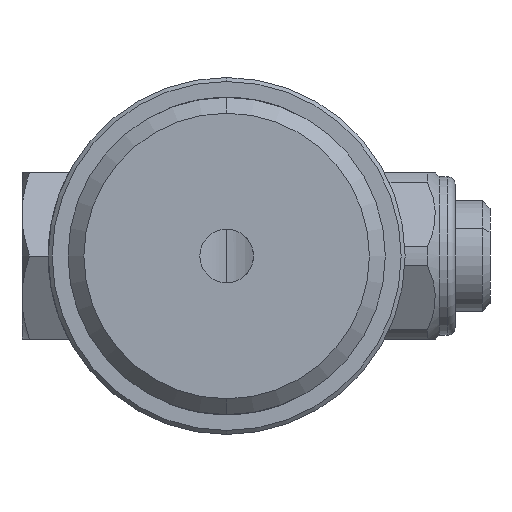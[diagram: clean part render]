
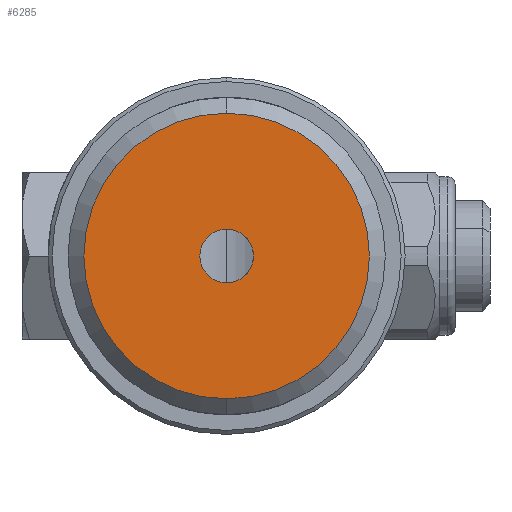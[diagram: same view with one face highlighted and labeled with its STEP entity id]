
A CAD part, left-side view. The second image highlights one B-rep face of the part: STEP entity #6285.
In plain terms, the highlighted planar face has unit normal (-1, 0, 0).
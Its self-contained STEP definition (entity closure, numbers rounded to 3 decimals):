
#154 = AXIS2_PLACEMENT_3D ( 'NONE', #2539, #6718, #3133 ) ;
#356 = CARTESIAN_POINT ( 'NONE',  ( -157.671, 39.323, 0. ) ) ;
#960 = CARTESIAN_POINT ( 'NONE',  ( -157.671, 39.323, 18. ) ) ;
#963 = DIRECTION ( 'NONE',  ( 0., 0., -1. ) ) ;
#1005 = DIRECTION ( 'NONE',  ( -1., 0., 0. ) ) ;
#1404 = VERTEX_POINT ( 'NONE', #5545 ) ;
#2248 = ORIENTED_EDGE ( 'NONE', *, *, #4562, .T. ) ;
#2444 = DIRECTION ( 'NONE',  ( 1., 0., 0. ) ) ;
#2539 = CARTESIAN_POINT ( 'NONE',  ( -157.671, 39.323, 0. ) ) ;
#2641 = CIRCLE ( 'NONE', #154, 3.375 ) ;
#2664 = CARTESIAN_POINT ( 'NONE',  ( -157.671, 39.323, 0. ) ) ;
#2707 = CARTESIAN_POINT ( 'NONE',  ( -157.671, 39.323, -18. ) ) ;
#2746 = CIRCLE ( 'NONE', #5402, 3.375 ) ;
#3077 = ORIENTED_EDGE ( 'NONE', *, *, #7114, .F. ) ;
#3089 = VERTEX_POINT ( 'NONE', #7423 ) ;
#3133 = DIRECTION ( 'NONE',  ( 0., 0., -1. ) ) ;
#3262 = DIRECTION ( 'NONE',  ( 0., 0., -1. ) ) ;
#3359 = ORIENTED_EDGE ( 'NONE', *, *, #6487, .T. ) ;
#3484 = CIRCLE ( 'NONE', #4289, 18. ) ;
#3577 = CIRCLE ( 'NONE', #7401, 18. ) ;
#3832 = VERTEX_POINT ( 'NONE', #960 ) ;
#3947 = CARTESIAN_POINT ( 'NONE',  ( -157.671, 39.323, 0. ) ) ;
#4289 = AXIS2_PLACEMENT_3D ( 'NONE', #2664, #6850, #3262 ) ;
#4504 = DIRECTION ( 'NONE',  ( 1., 0., 0. ) ) ;
#4539 = PLANE ( 'NONE',  #7151 ) ;
#4562 = EDGE_CURVE ( 'NONE', #1404, #3089, #2641, .T. ) ;
#5142 = DIRECTION ( 'NONE',  ( 0., 0., 1. ) ) ;
#5251 = ORIENTED_EDGE ( 'NONE', *, *, #6697, .F. ) ;
#5402 = AXIS2_PLACEMENT_3D ( 'NONE', #6035, #2444, #6620 ) ;
#5545 = CARTESIAN_POINT ( 'NONE',  ( -157.671, 39.323, -3.375 ) ) ;
#5719 = VERTEX_POINT ( 'NONE', #2707 ) ;
#5792 = FACE_OUTER_BOUND ( 'NONE', #7462, .T. ) ;
#6035 = CARTESIAN_POINT ( 'NONE',  ( -157.671, 39.323, 0. ) ) ;
#6285 = ADVANCED_FACE ( 'NONE', ( #7189, #5792 ), #4539, .T. ) ;
#6487 = EDGE_CURVE ( 'NONE', #3089, #1404, #2746, .T. ) ;
#6620 = DIRECTION ( 'NONE',  ( 0., 0., -1. ) ) ;
#6697 = EDGE_CURVE ( 'NONE', #3832, #5719, #3577, .T. ) ;
#6718 = DIRECTION ( 'NONE',  ( 1., 0., 0. ) ) ;
#6850 = DIRECTION ( 'NONE',  ( 1., 0., 0. ) ) ;
#6933 = EDGE_LOOP ( 'NONE', ( #2248, #3359 ) ) ;
#7114 = EDGE_CURVE ( 'NONE', #5719, #3832, #3484, .T. ) ;
#7151 = AXIS2_PLACEMENT_3D ( 'NONE', #3947, #1005, #5142 ) ;
#7189 = FACE_BOUND ( 'NONE', #6933, .T. ) ;
#7401 = AXIS2_PLACEMENT_3D ( 'NONE', #356, #4504, #963 ) ;
#7423 = CARTESIAN_POINT ( 'NONE',  ( -157.671, 39.323, 3.375 ) ) ;
#7462 = EDGE_LOOP ( 'NONE', ( #3077, #5251 ) ) ;
